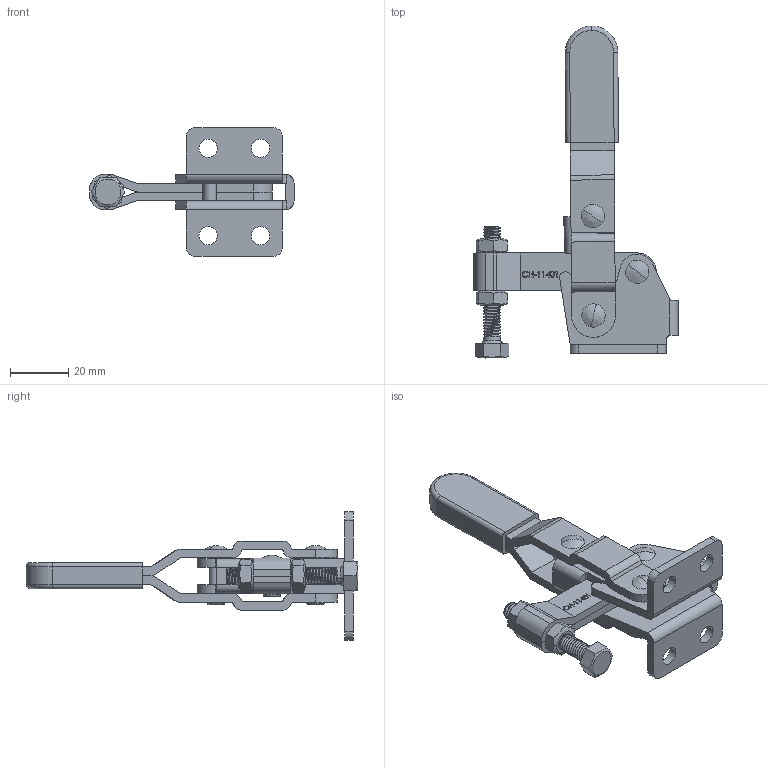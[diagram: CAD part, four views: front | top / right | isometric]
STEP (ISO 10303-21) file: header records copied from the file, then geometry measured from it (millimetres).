
FILE_DESCRIPTION (( 'STEP AP203' ), '1' );
FILE_NAME ('CH-11401.STEP', '2017-11-07T07:09:03', ( 'Windows' ), ( 'Microsoft' ), 'SwSTEP 2.0', 'SolidWorks 2015', '' );
FILE_SCHEMA (( 'CONFIG_CONTROL_DESIGN' ));
Length unit declared in the file: millimetre
Products named in the file (10): CH-11401-04 CONNECTING-PLATE; CH-11401; CH-11401-07; CH-11401-03 STRAIGHT HANDLE; CH-11401-08; CH-11401-06; M6 Nut; CH-11401-02 FLANGED BASE; CH-11401-02 FIXED SPINDLE; CH-SA-064010 SPINDLE SUPPLIED
Assembly tree (12 placements, depth 2):
  CH-11401
    CH-11401-02 FLANGED BASE
    CH-11401-02 FIXED SPINDLE
    CH-11401-04 CONNECTING-PLATE
    CH-11401-07  x2
    CH-11401-03 STRAIGHT HANDLE
    CH-11401-08  x2
    CH-11401-06
    M6 Nut  x2
    CH-SA-064010 SPINDLE SUPPLIED
Bounding box: 70.01 x 113.85 x 44 mm (x, y, z)
Volume: 30654.4 mm3; surface area: 28914.6 mm2
Topology: 14 solids, 14 shells, 755 faces, 2053 edges, 1345 vertices
Faces by surface type: plane 284, cylinder 230, bspline 166, cone 45, torus 30
Entity records: 32475 total; most frequent: CARTESIAN_POINT 15366, ORIENTED_EDGE 3732, DIRECTION 2707, EDGE_CURVE 1866, VERTEX_POINT 1235, VECTOR 1009, LINE 1009, AXIS2_PLACEMENT_3D 849
